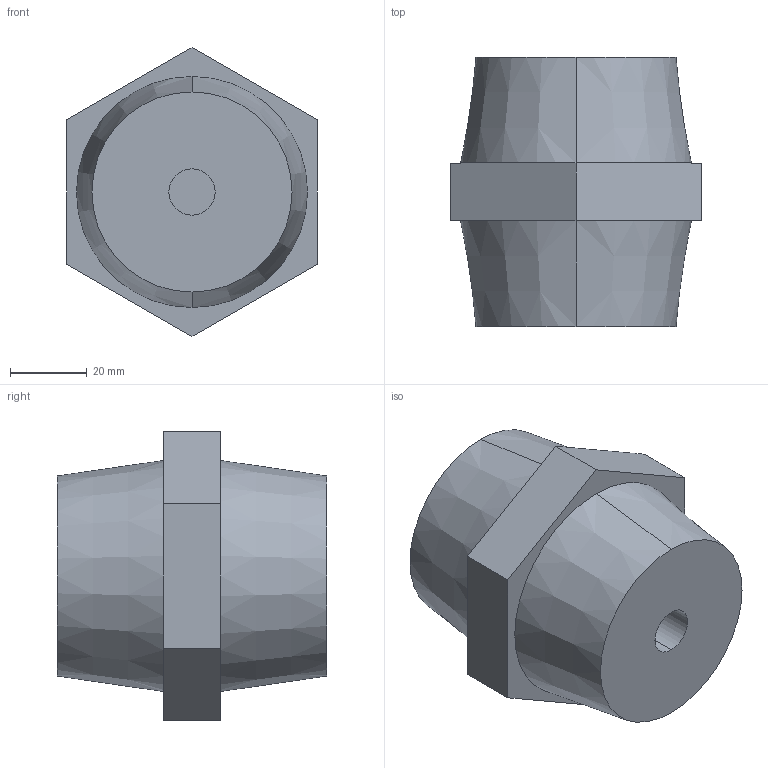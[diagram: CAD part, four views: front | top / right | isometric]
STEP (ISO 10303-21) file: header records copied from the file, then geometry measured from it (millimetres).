
FILE_DESCRIPTION(('STEP AP203'),'1');
FILE_NAME('isotp70m12.stp','2024-09-23T11:53:35',('TraceParts'),('TraceParts S.A.'),'Spatial InterOp 3D',' ',' ');
FILE_SCHEMA(('CONFIG_CONTROL_DESIGN'));
Length unit declared in the file: millimetre
Products named in the file (1): 1
Bounding box: 65 x 70 x 75.06 mm (x, y, z)
Volume: 187413.5 mm3; surface area: 20121.5 mm2
Topology: 1 solids, 1 shells, 20 faces, 42 edges, 28 vertices
Faces by surface type: plane 12, cone 4, cylinder 4
Entity records: 586 total; most frequent: DIRECTION 100, CARTESIAN_POINT 91, ORIENTED_EDGE 84, EDGE_CURVE 42, AXIS2_PLACEMENT_3D 37, VERTEX_POINT 28, LINE 26, VECTOR 26
